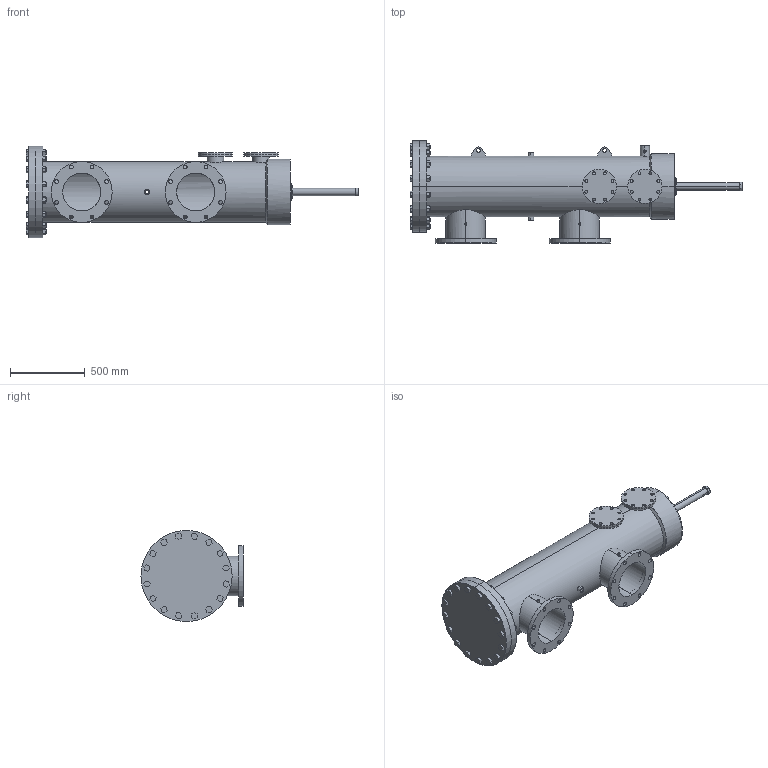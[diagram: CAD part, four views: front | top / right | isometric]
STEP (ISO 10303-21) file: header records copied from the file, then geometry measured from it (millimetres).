
FILE_DESCRIPTION (( 'STEP AP203' ), '1' );
FILE_NAME ('C10-FRP-180.STEP', '2020-09-17T14:05:06', ( '' ), ( '' ), 'SwSTEP 2.0', 'SolidWorks 2018', '' );
FILE_SCHEMA (( 'CONFIG_CONTROL_DESIGN' ));
Length unit declared in the file: inch
Products named in the file (1): C10-FRP-180
Bounding box: 2219.83 x 682.74 x 609.58 mm (x, y, z)
Volume: 41450093 mm3; surface area: 7377620.1 mm2
Topology: 23 solids, 23 shells, 699 faces, 1760 edges, 1172 vertices
Faces by surface type: plane 363, cylinder 332, cone 4
Entity records: 24324 total; most frequent: CARTESIAN_POINT 6627, DIRECTION 3676, ORIENTED_EDGE 3520, EDGE_CURVE 1760, AXIS2_PLACEMENT_3D 1312, VERTEX_POINT 1172, LINE 1052, VECTOR 1052
